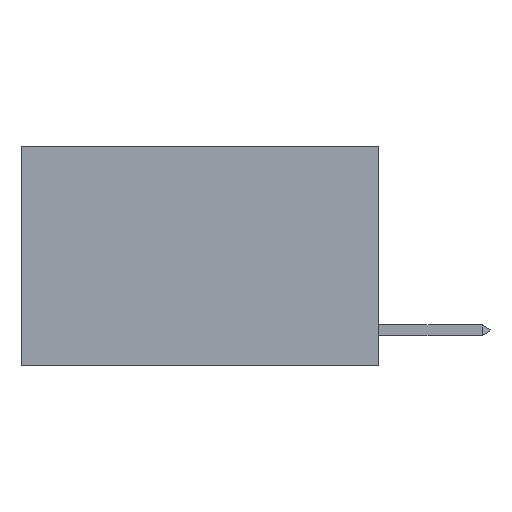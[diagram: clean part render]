
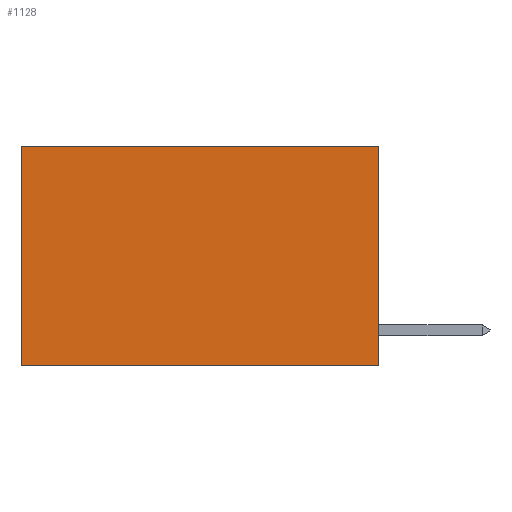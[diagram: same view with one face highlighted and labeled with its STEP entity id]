
A CAD part, left-side view. The second image highlights one B-rep face of the part: STEP entity #1128.
In plain terms, the highlighted planar face has unit normal (-1, 0, 0).
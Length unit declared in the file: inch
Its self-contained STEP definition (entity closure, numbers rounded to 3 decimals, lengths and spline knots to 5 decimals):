
#430 = DIRECTION ( 'NONE',  ( 0., 1., 0. ) ) ;
#512 = PLANE ( 'NONE',  #6201 ) ;
#968 = VERTEX_POINT ( 'NONE', #1866 ) ;
#1094 = EDGE_LOOP ( 'NONE', ( #4785, #5216, #8889, #9393 ) ) ;
#1128 = ADVANCED_FACE ( 'NONE', ( #9071 ), #512, .F. ) ;
#1489 = LINE ( 'NONE', #14081, #7345 ) ;
#1866 = CARTESIAN_POINT ( 'NONE',  ( 0.2625, 0., -0.37 ) ) ;
#2374 = LINE ( 'NONE', #9167, #14014 ) ;
#3348 = CARTESIAN_POINT ( 'NONE',  ( 0.2625, 0.6, 0. ) ) ;
#3683 = DIRECTION ( 'NONE',  ( 1., 0., 0. ) ) ;
#4645 = CARTESIAN_POINT ( 'NONE',  ( 0.2625, 0., 0. ) ) ;
#4785 = ORIENTED_EDGE ( 'NONE', *, *, #5701, .T. ) ;
#4874 = EDGE_CURVE ( 'NONE', #968, #10988, #11445, .T. ) ;
#5173 = DIRECTION ( 'NONE',  ( 0., 0., -1. ) ) ;
#5216 = ORIENTED_EDGE ( 'NONE', *, *, #4874, .F. ) ;
#5427 = VECTOR ( 'NONE', #12774, 39.37008 ) ;
#5701 = EDGE_CURVE ( 'NONE', #9540, #10988, #12114, .T. ) ;
#6201 = AXIS2_PLACEMENT_3D ( 'NONE', #4645, #3683, #12486 ) ;
#6479 = VECTOR ( 'NONE', #5173, 39.37008 ) ;
#7345 = VECTOR ( 'NONE', #430, 39.37008 ) ;
#7604 = CARTESIAN_POINT ( 'NONE',  ( 0.2625, 0., 0. ) ) ;
#7891 = CARTESIAN_POINT ( 'NONE',  ( 0.2625, 0.6, -0.37 ) ) ;
#8865 = EDGE_CURVE ( 'NONE', #9225, #968, #2374, .T. ) ;
#8889 = ORIENTED_EDGE ( 'NONE', *, *, #8865, .F. ) ;
#9071 = FACE_OUTER_BOUND ( 'NONE', #1094, .T. ) ;
#9167 = CARTESIAN_POINT ( 'NONE',  ( 0.2625, 0., 0. ) ) ;
#9225 = VERTEX_POINT ( 'NONE', #7604 ) ;
#9393 = ORIENTED_EDGE ( 'NONE', *, *, #13166, .T. ) ;
#9540 = VERTEX_POINT ( 'NONE', #3348 ) ;
#10988 = VERTEX_POINT ( 'NONE', #7891 ) ;
#11445 = LINE ( 'NONE', #11674, #5427 ) ;
#11674 = CARTESIAN_POINT ( 'NONE',  ( 0.2625, 0., -0.37 ) ) ;
#11959 = CARTESIAN_POINT ( 'NONE',  ( 0.2625, 0.6, 0. ) ) ;
#12114 = LINE ( 'NONE', #11959, #6479 ) ;
#12486 = DIRECTION ( 'NONE',  ( 0., 0., -1. ) ) ;
#12774 = DIRECTION ( 'NONE',  ( 0., 1., 0. ) ) ;
#13166 = EDGE_CURVE ( 'NONE', #9225, #9540, #1489, .T. ) ;
#14014 = VECTOR ( 'NONE', #14589, 39.37008 ) ;
#14081 = CARTESIAN_POINT ( 'NONE',  ( 0.2625, 0., 0. ) ) ;
#14589 = DIRECTION ( 'NONE',  ( 0., 0., -1. ) ) ;
